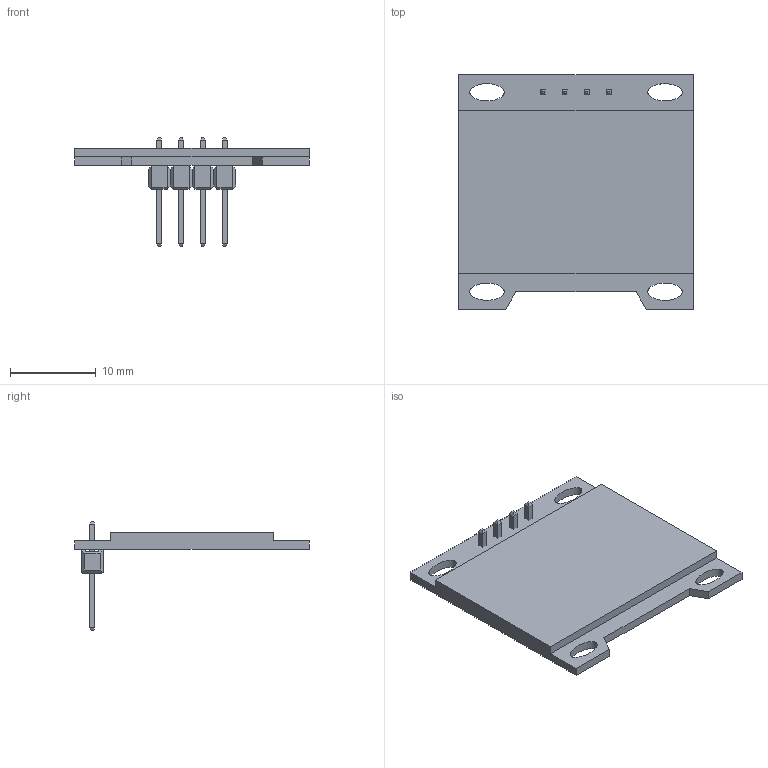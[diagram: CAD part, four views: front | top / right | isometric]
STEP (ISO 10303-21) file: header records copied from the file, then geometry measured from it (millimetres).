
FILE_DESCRIPTION(/* description */ (''),/* implementation_level */ '2;1');
FILE_NAME(/* name */ 'Display v1.step',/* time_stamp */ '2024-04-28T18:27:20+09:00',/* author */ (''),/* organization */ (''),/* preprocessor_version */ 'ST-DEVELOPER v20',/* originating_system */ 'Autodesk Translation Framework v12.20.1.177',/* authorisation */ '');
FILE_SCHEMA (('AUTOMOTIVE_DESIGN { 1 0 10303 214 3 1 1 }'));
Length unit declared in the file: millimetre
Products named in the file (2): Display; ピンヘッダ 1x1
Assembly tree (4 placements, depth 2):
  Display
    ピンヘッダ 1x1  x4
Bounding box: 27.3 x 27.3 x 12.7 mm (x, y, z)
Volume: 1286.3 mm3; surface area: 1916.1 mm2
Topology: 9 solids, 9 shells, 170 faces, 424 edges, 272 vertices
Faces by surface type: plane 158, cylinder 8, bspline 4
Entity records: 1829 total; most frequent: CARTESIAN_POINT 364, ORIENTED_EDGE 284, DIRECTION 274, EDGE_CURVE 142, LINE 126, VECTOR 126, VERTEX_POINT 92, AXIS2_PLACEMENT_3D 74
